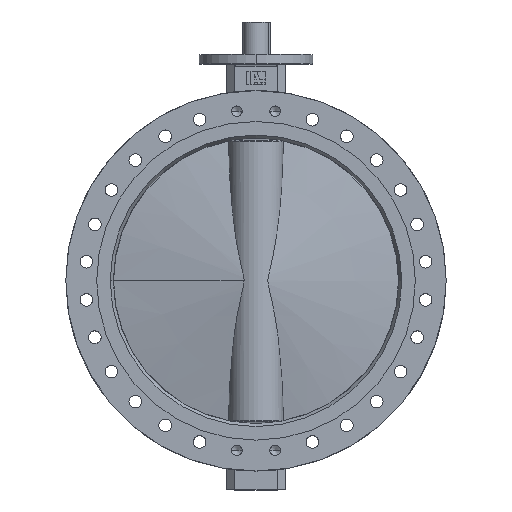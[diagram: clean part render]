
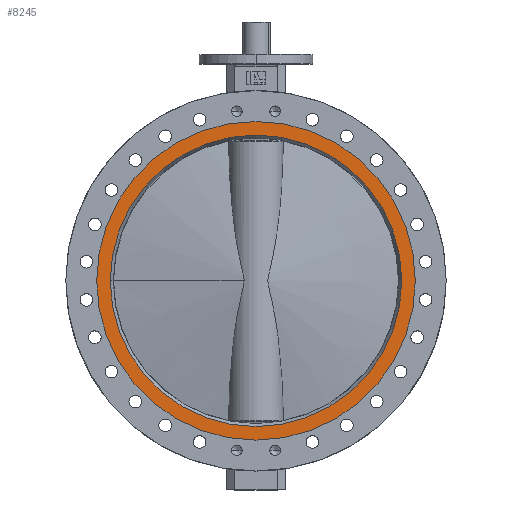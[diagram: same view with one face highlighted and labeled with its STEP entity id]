
A CAD part, top view. The second image highlights one B-rep face of the part: STEP entity #8245.
In plain terms, the highlighted planar face has unit normal (0, 0, 1).
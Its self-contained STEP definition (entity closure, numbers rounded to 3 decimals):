
#937 = ORIENTED_EDGE ( 'NONE', *, *, #10725, .T. ) ;
#938 = ORIENTED_EDGE ( 'NONE', *, *, #10733, .T. ) ;
#939 = ORIENTED_EDGE ( 'NONE', *, *, #10734, .T. ) ;
#940 = ORIENTED_EDGE ( 'NONE', *, *, #10729, .T. ) ;
#3051 = VERTEX_POINT ( 'NONE', #7581 ) ;
#3053 = VERTEX_POINT ( 'NONE', #7566 ) ;
#3058 = VERTEX_POINT ( 'NONE', #7589 ) ;
#3104 = VERTEX_POINT ( 'NONE', #7635 ) ;
#3564 = EDGE_LOOP ( 'NONE', ( #939, #940 ) ) ;
#3572 = EDGE_LOOP ( 'NONE', ( #937, #938 ) ) ;
#5458 = DIRECTION ( 'NONE',  ( 0., 0., 1. ) ) ;
#5459 = CARTESIAN_POINT ( 'NONE',  ( 0., 0., 101.5 ) ) ;
#5460 = PLANE ( 'NONE',  #9746 ) ;
#5462 = DIRECTION ( 'NONE',  ( 1., 0., 0. ) ) ;
#6759 = CIRCLE ( 'NONE', #10125, 448.16 ) ;
#6765 = CIRCLE ( 'NONE', #10126, 490. ) ;
#6772 = CIRCLE ( 'NONE', #10128, 448.16 ) ;
#6777 = CIRCLE ( 'NONE', #10129, 490. ) ;
#7241 = CARTESIAN_POINT ( 'NONE',  ( 0., 0., 101.5 ) ) ;
#7242 = DIRECTION ( 'NONE',  ( 0., 0., -1. ) ) ;
#7243 = DIRECTION ( 'NONE',  ( 1., 0., 0. ) ) ;
#7250 = CARTESIAN_POINT ( 'NONE',  ( 0., 0., 101.5 ) ) ;
#7251 = DIRECTION ( 'NONE',  ( 0., 0., 1. ) ) ;
#7252 = DIRECTION ( 'NONE',  ( 1., 0., 0. ) ) ;
#7257 = CARTESIAN_POINT ( 'NONE',  ( 0., 0., 101.5 ) ) ;
#7258 = DIRECTION ( 'NONE',  ( 0., 0., -1. ) ) ;
#7259 = DIRECTION ( 'NONE',  ( 1., 0., 0. ) ) ;
#7260 = CARTESIAN_POINT ( 'NONE',  ( 0., 0., 101.5 ) ) ;
#7261 = DIRECTION ( 'NONE',  ( 0., 0., 1. ) ) ;
#7262 = DIRECTION ( 'NONE',  ( 1., 0., 0. ) ) ;
#7566 = CARTESIAN_POINT ( 'NONE',  ( -448.16, 0., 101.5 ) ) ;
#7581 = CARTESIAN_POINT ( 'NONE',  ( 490., 0., 101.5 ) ) ;
#7589 = CARTESIAN_POINT ( 'NONE',  ( -490., 0., 101.5 ) ) ;
#7635 = CARTESIAN_POINT ( 'NONE',  ( 448.16, 0., 101.5 ) ) ;
#8245 = ADVANCED_FACE ( 'NONE', ( #9309, #9311 ), #5460, .T. ) ;
#9309 = FACE_BOUND ( 'NONE', #3572, .T. ) ;
#9311 = FACE_OUTER_BOUND ( 'NONE', #3564, .T. ) ;
#9746 = AXIS2_PLACEMENT_3D ( 'NONE', #5459, #5458, #5462 ) ;
#10125 = AXIS2_PLACEMENT_3D ( 'NONE', #7241, #7242, #7243 ) ;
#10126 = AXIS2_PLACEMENT_3D ( 'NONE', #7250, #7251, #7252 ) ;
#10128 = AXIS2_PLACEMENT_3D ( 'NONE', #7257, #7258, #7259 ) ;
#10129 = AXIS2_PLACEMENT_3D ( 'NONE', #7260, #7261, #7262 ) ;
#10725 = EDGE_CURVE ( 'NONE', #3104, #3053, #6759, .T. ) ;
#10729 = EDGE_CURVE ( 'NONE', #3051, #3058, #6765, .T. ) ;
#10733 = EDGE_CURVE ( 'NONE', #3053, #3104, #6772, .T. ) ;
#10734 = EDGE_CURVE ( 'NONE', #3058, #3051, #6777, .T. ) ;
